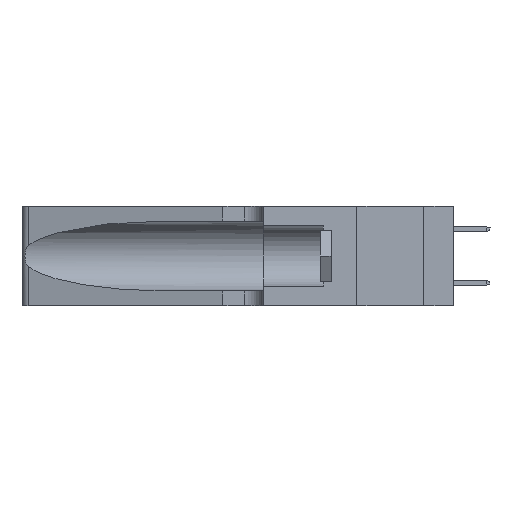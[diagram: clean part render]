
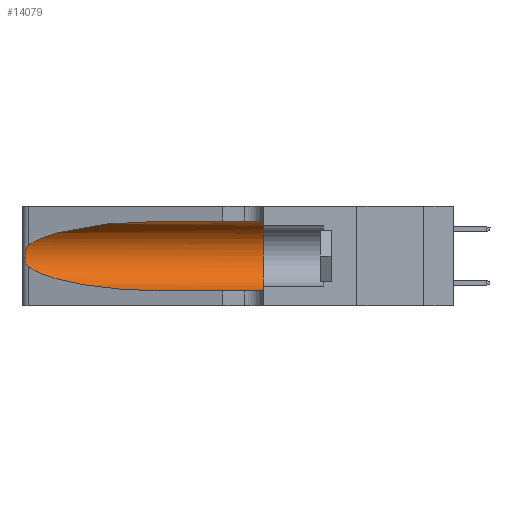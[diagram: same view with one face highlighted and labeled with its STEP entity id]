
A CAD part, left-side view. The second image highlights one B-rep face of the part: STEP entity #14079.
In plain terms, the highlighted cylindrical face has radius 3.308 mm (diameter 6.617 mm), a partial arc.
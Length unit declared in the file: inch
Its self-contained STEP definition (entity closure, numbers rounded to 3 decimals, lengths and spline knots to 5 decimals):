
#348 =( BOUNDED_CURVE ( )  B_SPLINE_CURVE ( 3, ( #27052, #8443, #7916, #21682 ),
 .UNSPECIFIED., .F., .F. ) 
 B_SPLINE_CURVE_WITH_KNOTS ( ( 4, 4 ),
 ( 3.44316, 4.71239 ),
 .UNSPECIFIED. ) 
 CURVE ( )  GEOMETRIC_REPRESENTATION_ITEM ( )  RATIONAL_B_SPLINE_CURVE ( ( 1., 0.87, 0.87, 1. ) ) 
 REPRESENTATION_ITEM ( '' )  );
#724 = LINE ( 'NONE', #34005, #8844 ) ;
#930 = DIRECTION ( 'NONE',  ( 0., 0., -1. ) ) ;
#1085 = VERTEX_POINT ( 'NONE', #25321 ) ;
#1267 = ORIENTED_EDGE ( 'NONE', *, *, #13881, .T. ) ;
#1395 = CARTESIAN_POINT ( 'NONE',  ( 0.25487, 1.22718, 0.22369 ) ) ;
#2723 = ORIENTED_EDGE ( 'NONE', *, *, #9603, .T. ) ;
#3256 = DIRECTION ( 'NONE',  ( 0., -1., 0. ) ) ;
#3440 = FACE_OUTER_BOUND ( 'NONE', #30556, .T. ) ;
#3493 = DIRECTION ( 'NONE',  ( 0., 1., 0. ) ) ;
#4021 =( BOUNDED_CURVE ( )  B_SPLINE_CURVE ( 3, ( #10183, #26108, #31990, #1395 ),
 .UNSPECIFIED., .F., .T. ) 
 B_SPLINE_CURVE_WITH_KNOTS ( ( 4, 4 ),
 ( 1.5708, 2.84003 ),
 .UNSPECIFIED. ) 
 CURVE ( )  GEOMETRIC_REPRESENTATION_ITEM ( )  RATIONAL_B_SPLINE_CURVE ( ( 1., 0.87, 0.87, 1. ) ) 
 REPRESENTATION_ITEM ( '' )  );
#4223 = CARTESIAN_POINT ( 'NONE',  ( 0.1305, 0.35, 0.185 ) ) ;
#4721 = CARTESIAN_POINT ( 'NONE',  ( 0.25487, 1.22718, 0.22369 ) ) ;
#5586 = VERTEX_POINT ( 'NONE', #34455 ) ;
#5606 = CARTESIAN_POINT ( 'NONE',  ( 0.25555, 1.22993, 0.14849 ) ) ;
#7267 = CARTESIAN_POINT ( 'NONE',  ( 0.26017, 1.23833, 0.17102 ) ) ;
#7916 = CARTESIAN_POINT ( 'NONE',  ( 0.18966, 0.96281, 0.05475 ) ) ;
#8282 = CARTESIAN_POINT ( 'NONE',  ( 0.1305, 0.72297, 0.31525 ) ) ;
#8443 = CARTESIAN_POINT ( 'NONE',  ( 0.2373, 1.15595, 0.08982 ) ) ;
#8844 = VECTOR ( 'NONE', #12011, 39.37008 ) ;
#9325 = CARTESIAN_POINT ( 'NONE',  ( 0.25487, 1.22718, 0.22369 ) ) ;
#9603 = EDGE_CURVE ( 'NONE', #1085, #5586, #724, .T. ) ;
#9951 = CARTESIAN_POINT ( 'NONE',  ( 0.25787, 1.23484, 0.2124 ) ) ;
#10183 = CARTESIAN_POINT ( 'NONE',  ( 0.1305, 0.72297, 0.31525 ) ) ;
#12011 = DIRECTION ( 'NONE',  ( 0., -1., 0. ) ) ;
#12118 = ORIENTED_EDGE ( 'NONE', *, *, #25247, .T. ) ;
#12263 = VERTEX_POINT ( 'NONE', #13708 ) ;
#12991 = CARTESIAN_POINT ( 'NONE',  ( 0.26075, 1.23896, 0.178 ) ) ;
#13708 = CARTESIAN_POINT ( 'NONE',  ( 0.1305, 0.35, 0.31525 ) ) ;
#13858 = CARTESIAN_POINT ( 'NONE',  ( 0.25487, 1.22718, 0.14631 ) ) ;
#13881 = EDGE_CURVE ( 'NONE', #27548, #22861, #18251, .T. ) ;
#14040 = CARTESIAN_POINT ( 'NONE',  ( 0.25639, 1.23186, 0.15144 ) ) ;
#14079 = ADVANCED_FACE ( 'NONE', ( #3440 ), #25461, .F. ) ;
#14917 = CARTESIAN_POINT ( 'NONE',  ( 0.1305, 1.61858, 0.185 ) ) ;
#14926 = EDGE_CURVE ( 'NONE', #12263, #5586, #19816, .T. ) ;
#15152 = DIRECTION ( 'NONE',  ( 0., 0., 1. ) ) ;
#18169 = CARTESIAN_POINT ( 'NONE',  ( 0.25789, 1.23486, 0.15765 ) ) ;
#18251 = B_SPLINE_CURVE_WITH_KNOTS ( 'NONE', 3,
 ( #4721, #26570, #34442, #9951, #31764, #18518, #26390, #12991, #7267, #26740, #18169, #14040, #5606, #13858 ),
 .UNSPECIFIED., .F., .F.,
 ( 4, 2, 2, 2, 2, 2, 4 ),
 ( 0., 0.00027, 0.00053, 0.00107, 0.0016, 0.00187, 0.00214 ),
 .UNSPECIFIED. ) ;
#18518 = CARTESIAN_POINT ( 'NONE',  ( 0.26018, 1.23835, 0.19895 ) ) ;
#19275 = ORIENTED_EDGE ( 'NONE', *, *, #23142, .T. ) ;
#19816 = CIRCLE ( 'NONE', #34108, 0.13025 ) ;
#20078 = CARTESIAN_POINT ( 'NONE',  ( 0.25487, 1.22718, 0.14631 ) ) ;
#21462 = VERTEX_POINT ( 'NONE', #8282 ) ;
#21682 = CARTESIAN_POINT ( 'NONE',  ( 0.1305, 0.72297, 0.05475 ) ) ;
#22861 = VERTEX_POINT ( 'NONE', #20078 ) ;
#23142 = EDGE_CURVE ( 'NONE', #22861, #1085, #348, .T. ) ;
#25247 = EDGE_CURVE ( 'NONE', #21462, #27548, #4021, .T. ) ;
#25321 = CARTESIAN_POINT ( 'NONE',  ( 0.1305, 0.72297, 0.05475 ) ) ;
#25461 = CYLINDRICAL_SURFACE ( 'NONE', #27209, 0.13025 ) ;
#25817 = DIRECTION ( 'NONE',  ( 0., -1., 0. ) ) ;
#26108 = CARTESIAN_POINT ( 'NONE',  ( 0.18966, 0.96281, 0.31525 ) ) ;
#26390 = CARTESIAN_POINT ( 'NONE',  ( 0.26075, 1.23896, 0.19203 ) ) ;
#26570 = CARTESIAN_POINT ( 'NONE',  ( 0.25555, 1.22994, 0.2215 ) ) ;
#26740 = CARTESIAN_POINT ( 'NONE',  ( 0.25856, 1.23593, 0.16098 ) ) ;
#27052 = CARTESIAN_POINT ( 'NONE',  ( 0.25487, 1.22718, 0.14631 ) ) ;
#27209 = AXIS2_PLACEMENT_3D ( 'NONE', #14917, #25817, #930 ) ;
#27548 = VERTEX_POINT ( 'NONE', #9325 ) ;
#27938 = LINE ( 'NONE', #30802, #28473 ) ;
#28473 = VECTOR ( 'NONE', #3256, 39.37008 ) ;
#30556 = EDGE_LOOP ( 'NONE', ( #12118, #1267, #19275, #2723, #32413, #31237 ) ) ;
#30802 = CARTESIAN_POINT ( 'NONE',  ( 0.1305, 1.61858, 0.31525 ) ) ;
#31097 = EDGE_CURVE ( 'NONE', #21462, #12263, #27938, .T. ) ;
#31237 = ORIENTED_EDGE ( 'NONE', *, *, #31097, .F. ) ;
#31764 = CARTESIAN_POINT ( 'NONE',  ( 0.25854, 1.2359, 0.20912 ) ) ;
#31990 = CARTESIAN_POINT ( 'NONE',  ( 0.2373, 1.15595, 0.28018 ) ) ;
#32413 = ORIENTED_EDGE ( 'NONE', *, *, #14926, .F. ) ;
#34005 = CARTESIAN_POINT ( 'NONE',  ( 0.1305, 1.61858, 0.05475 ) ) ;
#34108 = AXIS2_PLACEMENT_3D ( 'NONE', #4223, #3493, #15152 ) ;
#34442 = CARTESIAN_POINT ( 'NONE',  ( 0.25639, 1.23184, 0.21858 ) ) ;
#34455 = CARTESIAN_POINT ( 'NONE',  ( 0.1305, 0.35, 0.05475 ) ) ;
